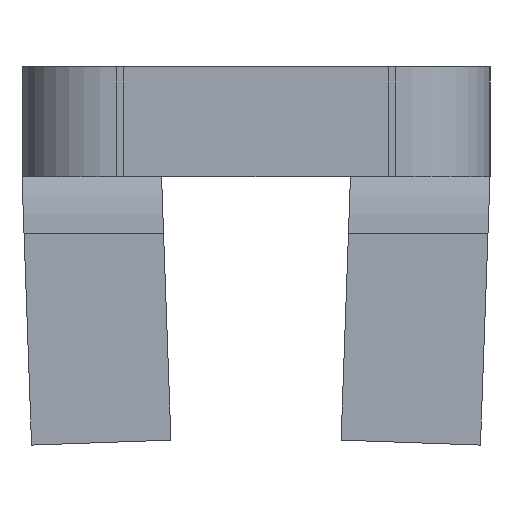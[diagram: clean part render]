
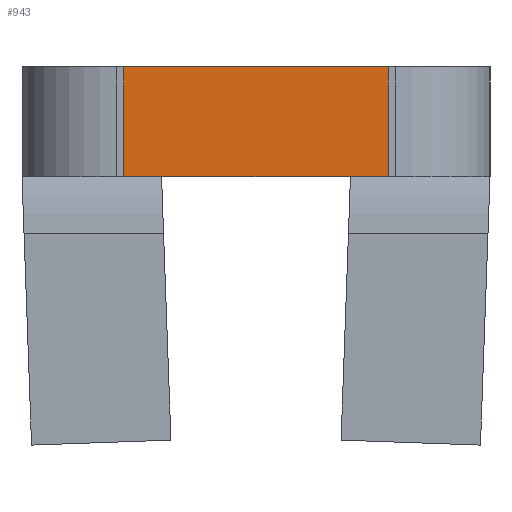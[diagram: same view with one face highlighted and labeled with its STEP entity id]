
A CAD part, left-side view. The second image highlights one B-rep face of the part: STEP entity #943.
In plain terms, the highlighted planar face has unit normal (-1, 0, 0).
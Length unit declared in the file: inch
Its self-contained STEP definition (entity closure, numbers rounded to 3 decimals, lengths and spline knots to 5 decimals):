
#3 = CARTESIAN_POINT ( 'NONE',  ( -0.665, 0.07, 0.058 ) ) ;
#33 = DIRECTION ( 'NONE',  ( 0., 0., -1. ) ) ;
#38 = DIRECTION ( 'NONE',  ( 1., 0., 0. ) ) ;
#113 = PLANE ( 'NONE',  #1449 ) ;
#122 = DIRECTION ( 'NONE',  ( 0., 0., -1. ) ) ;
#215 = DIRECTION ( 'NONE',  ( 0., 1., 0. ) ) ;
#242 = EDGE_CURVE ( 'NONE', #1244, #340, #689, .T. ) ;
#251 = CARTESIAN_POINT ( 'NONE',  ( -0.665, 0.07, 0.058 ) ) ;
#263 = CARTESIAN_POINT ( 'NONE',  ( -0.665, 0.07, 0.058 ) ) ;
#270 = VECTOR ( 'NONE', #1393, 39.37008 ) ;
#273 = LINE ( 'NONE', #1395, #270 ) ;
#337 = LINE ( 'NONE', #539, #344 ) ;
#340 = VERTEX_POINT ( 'NONE', #3 ) ;
#344 = VECTOR ( 'NONE', #581, 39.37008 ) ;
#391 = FACE_OUTER_BOUND ( 'NONE', #1336, .T. ) ;
#393 = LINE ( 'NONE', #407, #401 ) ;
#401 = VECTOR ( 'NONE', #122, 39.37008 ) ;
#407 = CARTESIAN_POINT ( 'NONE',  ( -0.665, 0.07, 0. ) ) ;
#539 = CARTESIAN_POINT ( 'NONE',  ( -0.665, -0.07, 0. ) ) ;
#581 = DIRECTION ( 'NONE',  ( 0., 0., 1. ) ) ;
#679 = VECTOR ( 'NONE', #215, 39.37008 ) ;
#689 = LINE ( 'NONE', #263, #679 ) ;
#727 = CARTESIAN_POINT ( 'NONE',  ( -0.665, -0.07, 0.058 ) ) ;
#871 = CARTESIAN_POINT ( 'NONE',  ( -0.665, -0.07, 0. ) ) ;
#939 = EDGE_CURVE ( 'NONE', #340, #956, #393, .T. ) ;
#943 = ADVANCED_FACE ( 'NONE', ( #391 ), #113, .F. ) ;
#956 = VERTEX_POINT ( 'NONE', #1469 ) ;
#1026 = VERTEX_POINT ( 'NONE', #871 ) ;
#1032 = EDGE_CURVE ( 'NONE', #1026, #1244, #337, .T. ) ;
#1147 = ORIENTED_EDGE ( 'NONE', *, *, #939, .T. ) ;
#1150 = ORIENTED_EDGE ( 'NONE', *, *, #1359, .T. ) ;
#1154 = ORIENTED_EDGE ( 'NONE', *, *, #1032, .T. ) ;
#1156 = ORIENTED_EDGE ( 'NONE', *, *, #242, .T. ) ;
#1244 = VERTEX_POINT ( 'NONE', #727 ) ;
#1336 = EDGE_LOOP ( 'NONE', ( #1147, #1150, #1154, #1156 ) ) ;
#1359 = EDGE_CURVE ( 'NONE', #956, #1026, #273, .T. ) ;
#1393 = DIRECTION ( 'NONE',  ( 0., -1., 0. ) ) ;
#1395 = CARTESIAN_POINT ( 'NONE',  ( -0.665, 0.07, 0. ) ) ;
#1449 = AXIS2_PLACEMENT_3D ( 'NONE', #251, #38, #33 ) ;
#1469 = CARTESIAN_POINT ( 'NONE',  ( -0.665, 0.07, 0. ) ) ;
